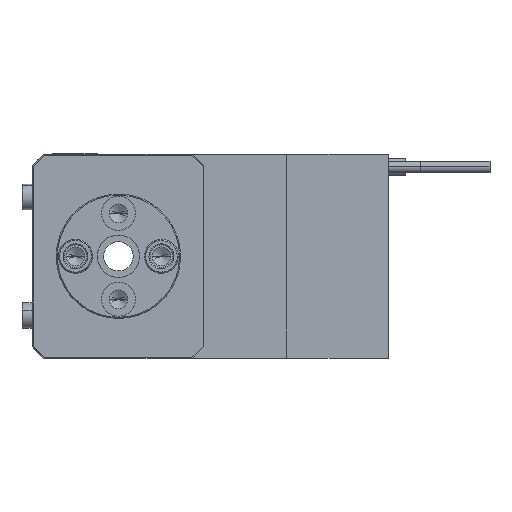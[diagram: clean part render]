
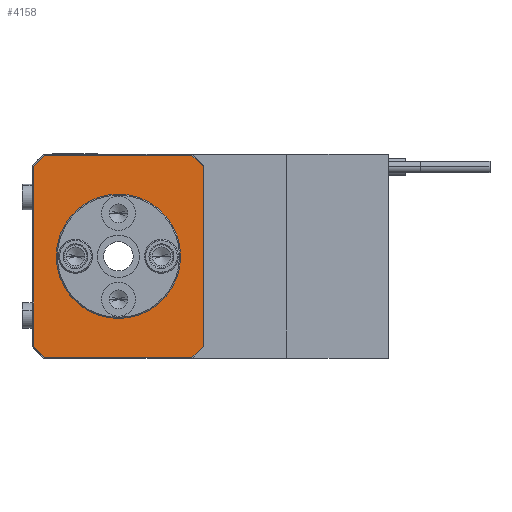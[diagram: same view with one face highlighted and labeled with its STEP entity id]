
A CAD part, left-side view. The second image highlights one B-rep face of the part: STEP entity #4158.
In plain terms, the highlighted face is planar.
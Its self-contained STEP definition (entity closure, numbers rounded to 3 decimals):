
#150 = ORIENTED_EDGE ( 'NONE', *, *, #20660, .T. ) ;
#1021 = CARTESIAN_POINT ( 'NONE',  ( 0., 0., 10.3 ) ) ;
#1178 = EDGE_LOOP ( 'NONE', ( #27212, #25001 ) ) ;
#2116 = FACE_OUTER_BOUND ( 'NONE', #17417, .T. ) ;
#2311 = DIRECTION ( 'NONE',  ( 1., 0., 0. ) ) ;
#2953 = DIRECTION ( 'NONE',  ( 0., -1., 0. ) ) ;
#3054 = VERTEX_POINT ( 'NONE', #9088 ) ;
#3220 = LINE ( 'NONE', #35000, #31716 ) ;
#3390 = DIRECTION ( 'NONE',  ( 0.707, -0.707, 0. ) ) ;
#4123 = DIRECTION ( 'NONE',  ( 0., 0., -1. ) ) ;
#4158 = ADVANCED_FACE ( 'NONE', ( #15966, #2116 ), #23827, .F. ) ;
#5536 = DIRECTION ( 'NONE',  ( 0., 0., 1. ) ) ;
#5682 = VECTOR ( 'NONE', #31750, 1000. ) ;
#5858 = EDGE_CURVE ( 'NONE', #16692, #25220, #15381, .T. ) ;
#6230 = EDGE_CURVE ( 'NONE', #3054, #12802, #34112, .T. ) ;
#6754 = CARTESIAN_POINT ( 'NONE',  ( 0., 0., 10.3 ) ) ;
#7081 = CIRCLE ( 'NONE', #26340, 11. ) ;
#7500 = VECTOR ( 'NONE', #2953, 1000. ) ;
#7953 = CARTESIAN_POINT ( 'NONE',  ( -17.9, 13., 10.3 ) ) ;
#9088 = CARTESIAN_POINT ( 'NONE',  ( -17.9, -13., 10.3 ) ) ;
#9563 = VERTEX_POINT ( 'NONE', #18892 ) ;
#9717 = DIRECTION ( 'NONE',  ( 1., 0., 0. ) ) ;
#10863 = VECTOR ( 'NONE', #11783, 1000. ) ;
#11410 = CARTESIAN_POINT ( 'NONE',  ( -15.9, -15., 10.3 ) ) ;
#11783 = DIRECTION ( 'NONE',  ( -0.707, -0.707, 0. ) ) ;
#12750 = VERTEX_POINT ( 'NONE', #14027 ) ;
#12802 = VERTEX_POINT ( 'NONE', #11410 ) ;
#13813 = CARTESIAN_POINT ( 'NONE',  ( 17.9, -13., 10.3 ) ) ;
#14027 = CARTESIAN_POINT ( 'NONE',  ( 17.9, 13., 10.3 ) ) ;
#14057 = DIRECTION ( 'NONE',  ( -1., 0., 0. ) ) ;
#14170 = DIRECTION ( 'NONE',  ( -0.707, 0.707, 0. ) ) ;
#14581 = VERTEX_POINT ( 'NONE', #7953 ) ;
#14624 = EDGE_CURVE ( 'NONE', #14581, #3054, #30197, .T. ) ;
#15039 = EDGE_CURVE ( 'NONE', #35303, #21642, #36897, .T. ) ;
#15080 = EDGE_CURVE ( 'NONE', #23411, #12750, #28812, .T. ) ;
#15381 = LINE ( 'NONE', #25383, #30500 ) ;
#15830 = CARTESIAN_POINT ( 'NONE',  ( -15.9, 15., 10.3 ) ) ;
#15966 = FACE_BOUND ( 'NONE', #1178, .T. ) ;
#16692 = VERTEX_POINT ( 'NONE', #27888 ) ;
#16741 = VECTOR ( 'NONE', #25004, 1000. ) ;
#16805 = ORIENTED_EDGE ( 'NONE', *, *, #33280, .T. ) ;
#17417 = EDGE_LOOP ( 'NONE', ( #27961, #34793, #150, #36721, #17579, #16805, #24526, #26201 ) ) ;
#17579 = ORIENTED_EDGE ( 'NONE', *, *, #15080, .T. ) ;
#18189 = EDGE_CURVE ( 'NONE', #9563, #23411, #34528, .T. ) ;
#18892 = CARTESIAN_POINT ( 'NONE',  ( 15.9, -15., 10.3 ) ) ;
#19880 = CARTESIAN_POINT ( 'NONE',  ( 15.9, 15., 10.3 ) ) ;
#20254 = CARTESIAN_POINT ( 'NONE',  ( -17.9, 13., 10.3 ) ) ;
#20660 = EDGE_CURVE ( 'NONE', #12802, #9563, #3220, .T. ) ;
#20951 = DIRECTION ( 'NONE',  ( 0., 0., 1. ) ) ;
#21630 = VECTOR ( 'NONE', #3390, 1000. ) ;
#21642 = VERTEX_POINT ( 'NONE', #29432 ) ;
#23411 = VERTEX_POINT ( 'NONE', #13813 ) ;
#23438 = DIRECTION ( 'NONE',  ( 1., 0., 0. ) ) ;
#23827 = PLANE ( 'NONE',  #30241 ) ;
#24389 = AXIS2_PLACEMENT_3D ( 'NONE', #33681, #5536, #2311 ) ;
#24526 = ORIENTED_EDGE ( 'NONE', *, *, #5858, .T. ) ;
#25001 = ORIENTED_EDGE ( 'NONE', *, *, #36632, .F. ) ;
#25004 = DIRECTION ( 'NONE',  ( 0.707, 0.707, 0. ) ) ;
#25220 = VERTEX_POINT ( 'NONE', #15830 ) ;
#25383 = CARTESIAN_POINT ( 'NONE',  ( -17.9, 15., 10.3 ) ) ;
#26201 = ORIENTED_EDGE ( 'NONE', *, *, #27029, .T. ) ;
#26340 = AXIS2_PLACEMENT_3D ( 'NONE', #1021, #20951, #23438 ) ;
#26537 = LINE ( 'NONE', #19880, #29625 ) ;
#26806 = DIRECTION ( 'NONE',  ( -1., 0., 0. ) ) ;
#27029 = EDGE_CURVE ( 'NONE', #25220, #14581, #36747, .T. ) ;
#27212 = ORIENTED_EDGE ( 'NONE', *, *, #15039, .F. ) ;
#27498 = CARTESIAN_POINT ( 'NONE',  ( 11., 0., 10.3 ) ) ;
#27800 = CARTESIAN_POINT ( 'NONE',  ( 17.9, -15., 10.3 ) ) ;
#27888 = CARTESIAN_POINT ( 'NONE',  ( 15.9, 15., 10.3 ) ) ;
#27961 = ORIENTED_EDGE ( 'NONE', *, *, #14624, .T. ) ;
#28812 = LINE ( 'NONE', #27800, #5682 ) ;
#29432 = CARTESIAN_POINT ( 'NONE',  ( -11., 0., 10.3 ) ) ;
#29625 = VECTOR ( 'NONE', #14170, 1000. ) ;
#30197 = LINE ( 'NONE', #33977, #7500 ) ;
#30241 = AXIS2_PLACEMENT_3D ( 'NONE', #6754, #4123, #26806 ) ;
#30500 = VECTOR ( 'NONE', #14057, 1000. ) ;
#30700 = CARTESIAN_POINT ( 'NONE',  ( 17.9, -13., 10.3 ) ) ;
#31406 = CARTESIAN_POINT ( 'NONE',  ( -15.9, -15., 10.3 ) ) ;
#31716 = VECTOR ( 'NONE', #9717, 1000. ) ;
#31750 = DIRECTION ( 'NONE',  ( 0., 1., 0. ) ) ;
#33280 = EDGE_CURVE ( 'NONE', #12750, #16692, #26537, .T. ) ;
#33681 = CARTESIAN_POINT ( 'NONE',  ( 0., 0., 10.3 ) ) ;
#33977 = CARTESIAN_POINT ( 'NONE',  ( -17.9, -15., 10.3 ) ) ;
#34112 = LINE ( 'NONE', #31406, #21630 ) ;
#34528 = LINE ( 'NONE', #30700, #16741 ) ;
#34793 = ORIENTED_EDGE ( 'NONE', *, *, #6230, .T. ) ;
#35000 = CARTESIAN_POINT ( 'NONE',  ( -17.9, -15., 10.3 ) ) ;
#35303 = VERTEX_POINT ( 'NONE', #27498 ) ;
#36632 = EDGE_CURVE ( 'NONE', #21642, #35303, #7081, .T. ) ;
#36721 = ORIENTED_EDGE ( 'NONE', *, *, #18189, .T. ) ;
#36747 = LINE ( 'NONE', #20254, #10863 ) ;
#36897 = CIRCLE ( 'NONE', #24389, 11. ) ;
